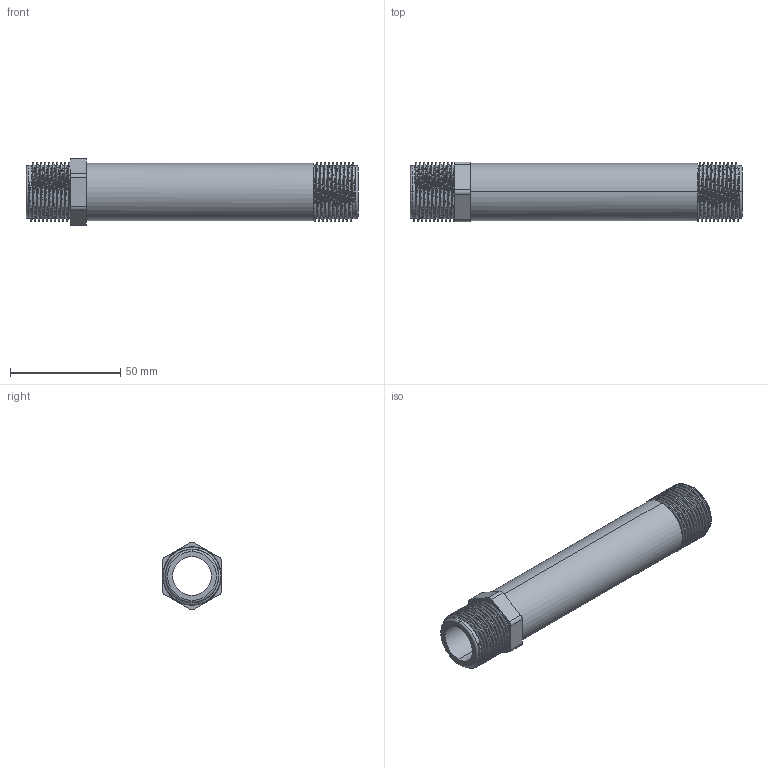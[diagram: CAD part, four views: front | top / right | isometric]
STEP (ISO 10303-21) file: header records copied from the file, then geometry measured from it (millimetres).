
FILE_DESCRIPTION (( 'STEP AP203' ), '1' );
FILE_NAME ('00212_0505.STEP', '2017-05-18T13:15:00', ( '' ), ( '' ), 'SwSTEP 2.0', 'SolidWorks 2011', '' );
FILE_SCHEMA (( 'CONFIG_CONTROL_DESIGN' ));
Length unit declared in the file: millimetre
Products named in the file (1): 00212_0505
Bounding box: 150.7 x 27 x 30.56 mm (x, y, z)
Volume: 42691 mm3; surface area: 23300.5 mm2
Topology: 1 solids, 1 shells, 91 faces, 243 edges, 156 vertices
Faces by surface type: cylinder 55, plane 12, torus 10, bspline 10, cone 4
Entity records: 12483 total; most frequent: CARTESIAN_POINT 10446, ORIENTED_EDGE 486, DIRECTION 347, EDGE_CURVE 243, VERTEX_POINT 156, AXIS2_PLACEMENT_3D 136, EDGE_LOOP 95, ADVANCED_FACE 91
